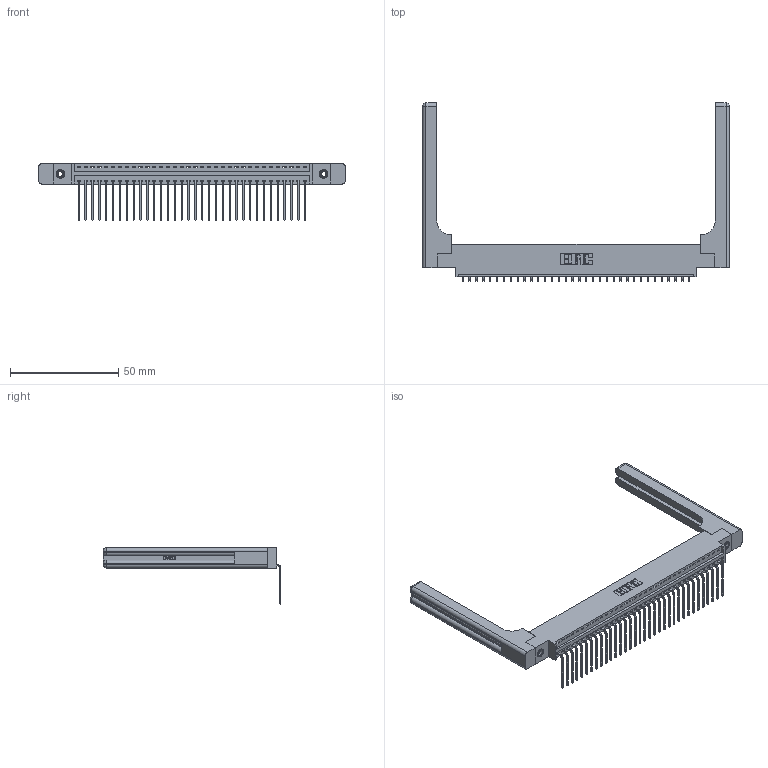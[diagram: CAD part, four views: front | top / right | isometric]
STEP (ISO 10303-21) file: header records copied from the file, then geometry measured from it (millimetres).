
FILE_DESCRIPTION (( 'STEP AP203' ), '1' );
FILE_NAME ('346-034-559-658.STEP', '2022-05-06T22:14:23', ( '' ), ( '' ), 'SwSTEP 2.0', 'SolidWorks 2020', '' );
FILE_SCHEMA (( 'CONFIG_CONTROL_DESIGN' ));
Length unit declared in the file: inch
Products named in the file (5): 345-250-001_345-250-001-102; 346-034-559-658; 345-292-001_558 559 Tail - 1; 346-220-058_345-220-058; 346 Part_0.170 Offset - 0.156 Dia-TH
Assembly tree (39 placements, depth 2):
  346-034-559-658
    346 Part_0.170 Offset - 0.156 Dia-TH
    345-292-001_558 559 Tail - 1  x34
    345-250-001_345-250-001-102  x2
    346-220-058_345-220-058  x2
Bounding box: 142.01 x 82.36 x 26.16 mm (x, y, z)
Volume: 20997.5 mm3; surface area: 22798.8 mm2
Topology: 39 solids, 39 shells, 2436 faces, 7231 edges, 4754 vertices
Faces by surface type: plane 1670, cylinder 706, bspline 36, cone 12, sphere 8, torus 4
Entity records: 27992 total; most frequent: CARTESIAN_POINT 5785, ORIENTED_EDGE 4548, DIRECTION 4042, EDGE_CURVE 2274, VECTOR 1914, LINE 1914, VERTEX_POINT 1506, AXIS2_PLACEMENT_3D 1064
